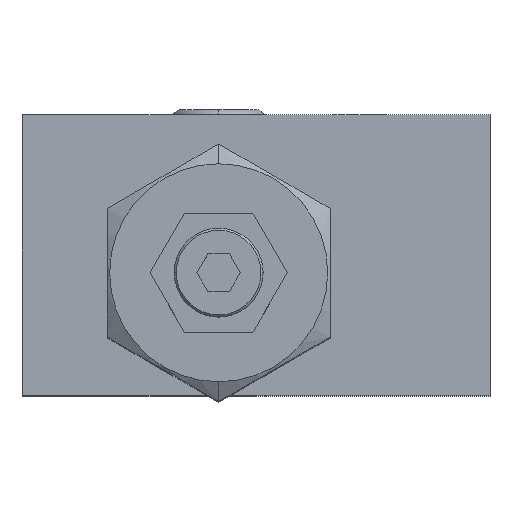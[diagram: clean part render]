
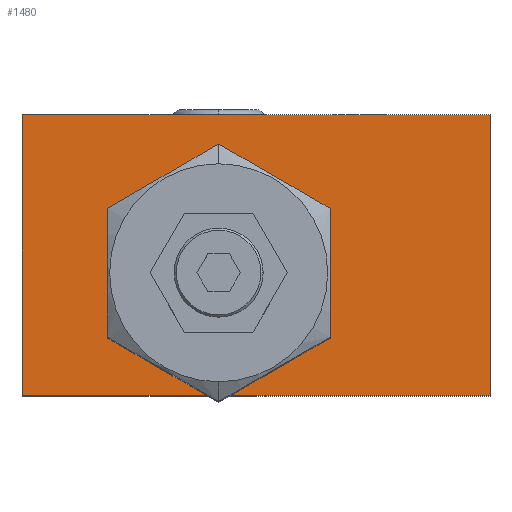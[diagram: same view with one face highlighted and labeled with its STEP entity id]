
A CAD part, top view. The second image highlights one B-rep face of the part: STEP entity #1480.
In plain terms, the highlighted planar face has unit normal (0, 0, 1).
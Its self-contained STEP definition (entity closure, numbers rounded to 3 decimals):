
#205=DIRECTION('',(0.,-1.,0.));
#206=VECTOR('',#205,29.997);
#207=CARTESIAN_POINT('',(-21.006,16.993,49.987));
#208=LINE('',#207,#206);
#209=DIRECTION('',(-1.,0.,0.));
#210=VECTOR('',#209,49.987);
#211=CARTESIAN_POINT('',(28.981,16.993,49.987));
#212=LINE('',#211,#210);
#213=DIRECTION('',(0.,1.,0.));
#214=VECTOR('',#213,29.997);
#215=CARTESIAN_POINT('',(28.981,-13.005,49.987));
#216=LINE('',#215,#214);
#217=DIRECTION('',(1.,0.,0.));
#218=VECTOR('',#217,49.987);
#219=CARTESIAN_POINT('',(-21.006,-13.005,49.987));
#220=LINE('',#219,#218);
#221=CARTESIAN_POINT('',(0.,0.,49.987));
#222=DIRECTION('',(0.,0.,1.));
#223=DIRECTION('',(-1.,0.,0.));
#224=AXIS2_PLACEMENT_3D('',#221,#222,#223);
#226=CARTESIAN_POINT('',(0.,0.,49.987));
#227=DIRECTION('',(0.,0.,1.));
#228=DIRECTION('',(1.,0.,0.));
#229=AXIS2_PLACEMENT_3D('',#226,#227,#228);
#1159=CARTESIAN_POINT('',(-21.006,16.993,49.987));
#1160=CARTESIAN_POINT('',(-21.006,-13.005,49.987));
#1161=VERTEX_POINT('',#1159);
#1162=VERTEX_POINT('',#1160);
#1163=CARTESIAN_POINT('',(28.981,-13.005,49.987));
#1164=VERTEX_POINT('',#1163);
#1165=CARTESIAN_POINT('',(28.981,16.993,49.987));
#1166=VERTEX_POINT('',#1165);
#1247=CARTESIAN_POINT('',(-11.659,0.,49.987));
#1248=CARTESIAN_POINT('',(11.659,0.,49.987));
#1249=VERTEX_POINT('',#1247);
#1250=VERTEX_POINT('',#1248);
#1463=CARTESIAN_POINT('',(0.,0.,49.987));
#1464=DIRECTION('',(0.,0.,1.));
#1465=DIRECTION('',(1.,0.,0.));
#1466=AXIS2_PLACEMENT_3D('',#1463,#1464,#1465);
#1467=PLANE('',#1466);
#1468=ORIENTED_EDGE('',*,*,#1379,.F.);
#1469=ORIENTED_EDGE('',*,*,#1394,.F.);
#1470=ORIENTED_EDGE('',*,*,#1432,.F.);
#1471=ORIENTED_EDGE('',*,*,#1445,.F.);
#1472=EDGE_LOOP('',(#1468,#1469,#1470,#1471));
#1473=FACE_OUTER_BOUND('',#1472,.F.);
#1475=ORIENTED_EDGE('',*,*,#1474,.T.);
#1477=ORIENTED_EDGE('',*,*,#1476,.T.);
#1478=EDGE_LOOP('',(#1475,#1477));
#1479=FACE_BOUND('',#1478,.F.);
#225=CIRCLE('',#224,11.659);
#230=CIRCLE('',#229,11.659);
#1379=EDGE_CURVE('',#1161,#1162,#208,.T.);
#1394=EDGE_CURVE('',#1166,#1161,#212,.T.);
#1432=EDGE_CURVE('',#1164,#1166,#216,.T.);
#1445=EDGE_CURVE('',#1162,#1164,#220,.T.);
#1474=EDGE_CURVE('',#1249,#1250,#225,.T.);
#1476=EDGE_CURVE('',#1250,#1249,#230,.T.);
#1480=ADVANCED_FACE('',(#1473,#1479),#1467,.T.);
